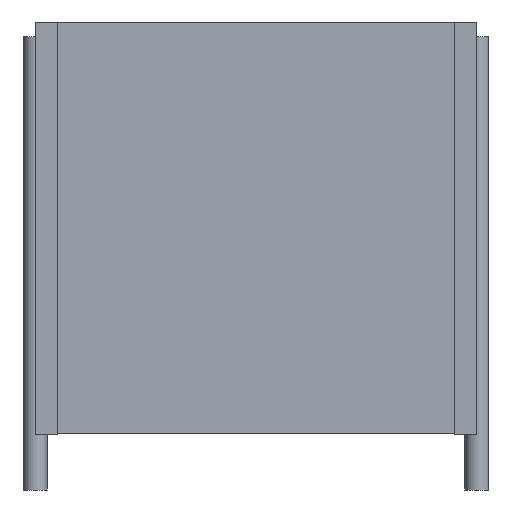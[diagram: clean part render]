
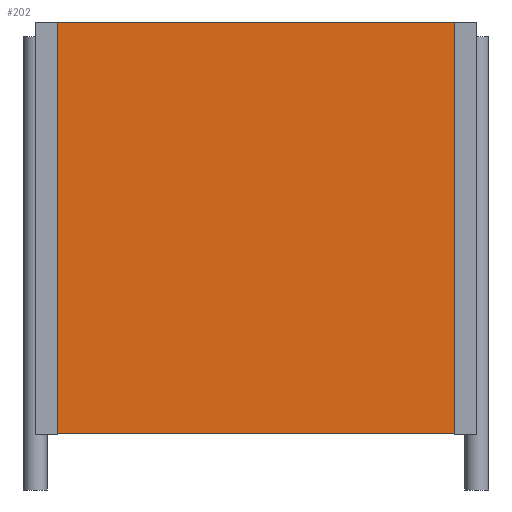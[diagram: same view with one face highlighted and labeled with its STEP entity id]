
A CAD part, front view. The second image highlights one B-rep face of the part: STEP entity #202.
In plain terms, the highlighted planar face has unit normal (0, -1, 0).
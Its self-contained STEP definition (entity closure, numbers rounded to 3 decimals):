
#13=DIRECTION('',(0.,0.,1.));
#27=DIRECTION('',(1.,0.,0.));
#61=VECTOR('',#13,1.);
#82=DIRECTION('',(0.,1.,0.));
#88=VECTOR('',#27,1.);
#163=ORIENTED_EDGE('',*,*,#164,.T.);
#164=EDGE_CURVE('',#165,#167,#169,.T.);
#165=VERTEX_POINT('',#166);
#166=CARTESIAN_POINT('',(0.75,-6.73,0.02));
#167=VERTEX_POINT('',#168);
#168=CARTESIAN_POINT('',(0.75,-6.73,13.98));
#169=LINE('',#166,#61);
#202=ADVANCED_FACE('',(#203),#218,.F.);
#203=FACE_BOUND('',#204,.F.);
#204=EDGE_LOOP('',(#205,#163,#210,#215));
#205=ORIENTED_EDGE('',*,*,#206,.F.);
#206=EDGE_CURVE('',#165,#207,#209,.T.);
#207=VERTEX_POINT('',#208);
#208=CARTESIAN_POINT('',(14.25,-6.73,0.02));
#209=LINE('',#166,#88);
#210=ORIENTED_EDGE('',*,*,#211,.T.);
#211=EDGE_CURVE('',#167,#212,#214,.T.);
#212=VERTEX_POINT('',#213);
#213=CARTESIAN_POINT('',(14.25,-6.73,13.98));
#214=LINE('',#168,#88);
#215=ORIENTED_EDGE('',*,*,#216,.F.);
#216=EDGE_CURVE('',#207,#212,#217,.T.);
#217=LINE('',#208,#61);
#218=PLANE('',#219);
#219=AXIS2_PLACEMENT_3D('',#166,#82,#13);
